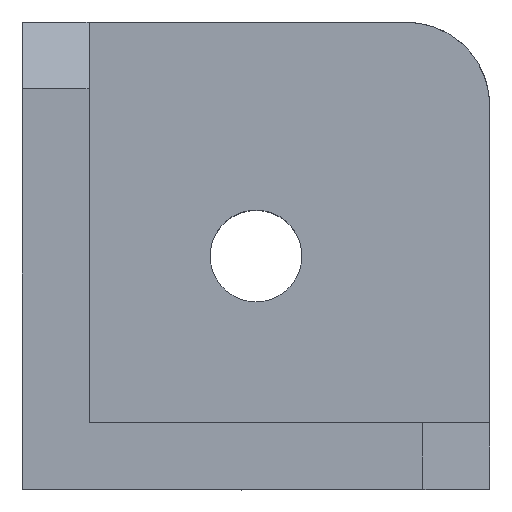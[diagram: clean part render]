
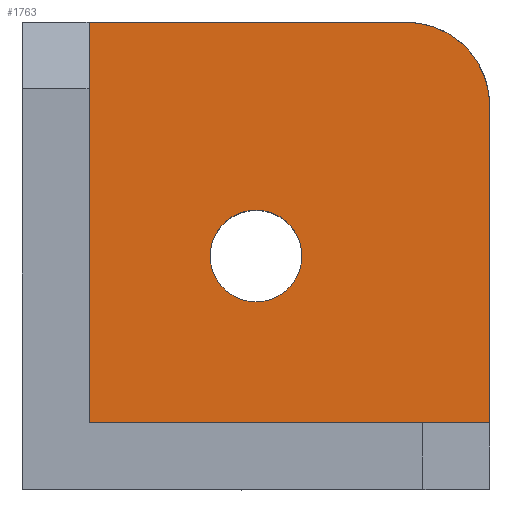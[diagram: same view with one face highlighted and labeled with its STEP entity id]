
A CAD part, top view. The second image highlights one B-rep face of the part: STEP entity #1763.
In plain terms, the highlighted planar face has unit normal (0, 0, 1).
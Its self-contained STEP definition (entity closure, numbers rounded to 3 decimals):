
#32=FACE_BOUND('',#338,.T.);
#153=PLANE('',#1950);
#244=FACE_OUTER_BOUND('',#337,.T.);
#337=EDGE_LOOP('',(#1625,#1626,#1627,#1628,#1629));
#338=EDGE_LOOP('',(#1630));
#441=LINE('',#3217,#563);
#450=LINE('',#3235,#572);
#459=LINE('',#3253,#581);
#460=LINE('',#3255,#582);
#563=VECTOR('',#2376,10.);
#572=VECTOR('',#2393,10.);
#581=VECTOR('',#2408,10.);
#582=VECTOR('',#2411,10.);
#668=CIRCLE('',#1941,5.);
#669=CIRCLE('',#1951,2.75);
#831=VERTEX_POINT('',#3203);
#832=VERTEX_POINT('',#3204);
#836=VERTEX_POINT('',#3215);
#841=VERTEX_POINT('',#3233);
#847=VERTEX_POINT('',#3251);
#848=VERTEX_POINT('',#3256);
#1087=EDGE_CURVE('',#831,#832,#668,.T.);
#1094=EDGE_CURVE('',#831,#836,#441,.T.);
#1103=EDGE_CURVE('',#836,#841,#450,.T.);
#1112=EDGE_CURVE('',#841,#847,#459,.T.);
#1113=EDGE_CURVE('',#847,#832,#460,.T.);
#1114=EDGE_CURVE('',#848,#848,#669,.T.);
#1625=ORIENTED_EDGE('',*,*,#1087,.F.);
#1626=ORIENTED_EDGE('',*,*,#1094,.T.);
#1627=ORIENTED_EDGE('',*,*,#1103,.T.);
#1628=ORIENTED_EDGE('',*,*,#1112,.T.);
#1629=ORIENTED_EDGE('',*,*,#1113,.T.);
#1630=ORIENTED_EDGE('',*,*,#1114,.T.);
#1763=ADVANCED_FACE('',(#244,#32),#153,.T.);
#1941=AXIS2_PLACEMENT_3D('',#3205,#2366,#2367);
#1950=AXIS2_PLACEMENT_3D('',#3254,#2409,#2410);
#1951=AXIS2_PLACEMENT_3D('',#3257,#2412,#2413);
#2366=DIRECTION('center_axis',(0.,0.,-1.));
#2367=DIRECTION('ref_axis',(0.707,0.707,0.));
#2376=DIRECTION('',(-1.,0.,0.));
#2393=DIRECTION('',(0.,-1.,0.));
#2408=DIRECTION('',(1.,0.,0.));
#2409=DIRECTION('center_axis',(0.,0.,1.));
#2410=DIRECTION('ref_axis',(-1.,0.,0.));
#2411=DIRECTION('',(0.,1.,0.));
#2412=DIRECTION('center_axis',(0.,0.,-1.));
#2413=DIRECTION('ref_axis',(-1.,0.,0.));
#3203=CARTESIAN_POINT('',(19.,40.,28.));
#3204=CARTESIAN_POINT('',(24.,35.,28.));
#3205=CARTESIAN_POINT('Origin',(19.,35.,28.));
#3215=CARTESIAN_POINT('',(0.,40.,28.));
#3217=CARTESIAN_POINT('',(-4.,40.,28.));
#3233=CARTESIAN_POINT('',(0.,16.,28.));
#3235=CARTESIAN_POINT('',(0.,21.,28.));
#3251=CARTESIAN_POINT('',(24.,16.,28.));
#3253=CARTESIAN_POINT('',(17.,16.,28.));
#3254=CARTESIAN_POINT('Origin',(10.,26.,28.));
#3255=CARTESIAN_POINT('',(24.,40.,28.));
#3256=CARTESIAN_POINT('',(12.75,26.,28.));
#3257=CARTESIAN_POINT('Origin',(10.,26.,28.));
